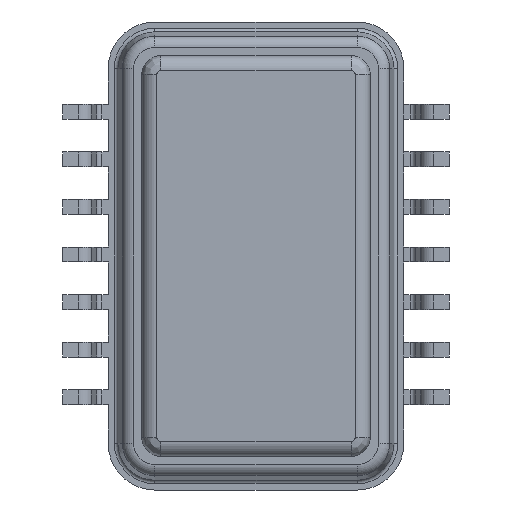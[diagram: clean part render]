
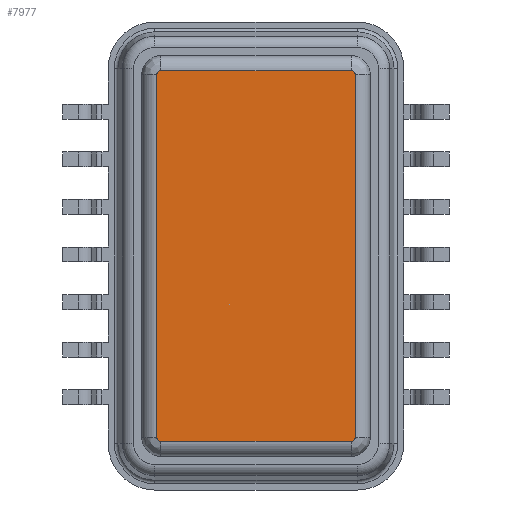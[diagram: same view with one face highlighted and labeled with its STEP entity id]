
A CAD part, front view. The second image highlights one B-rep face of the part: STEP entity #7977.
In plain terms, the highlighted planar face has unit normal (0, -1, 0).
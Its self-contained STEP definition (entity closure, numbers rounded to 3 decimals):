
#1995=CARTESIAN_POINT('',(2.55,-1.736,-1.4));
#1996=DIRECTION('',(0.,-1.,0.));
#1997=DIRECTION('',(1.,0.,0.));
#1998=AXIS2_PLACEMENT_3D('',#1995,#1996,#1997);
#2000=DIRECTION('',(0.,0.,1.));
#2001=VECTOR('',#2000,9.7);
#2002=CARTESIAN_POINT('',(2.65,-1.736,-11.1));
#2003=LINE('',#2002,#2001);
#2004=CARTESIAN_POINT('',(2.55,-1.736,-11.1));
#2005=DIRECTION('',(0.,-1.,0.));
#2006=DIRECTION('',(0.,0.,-1.));
#2007=AXIS2_PLACEMENT_3D('',#2004,#2005,#2006);
#2009=DIRECTION('',(1.,0.,0.));
#2010=VECTOR('',#2009,5.1);
#2011=CARTESIAN_POINT('',(-2.55,-1.736,-11.2));
#2012=LINE('',#2011,#2010);
#2013=CARTESIAN_POINT('',(-2.55,-1.736,-11.1));
#2014=DIRECTION('',(0.,-1.,0.));
#2015=DIRECTION('',(-1.,0.,0.));
#2016=AXIS2_PLACEMENT_3D('',#2013,#2014,#2015);
#2018=DIRECTION('',(0.,0.,-1.));
#2019=VECTOR('',#2018,9.7);
#2020=CARTESIAN_POINT('',(-2.65,-1.736,-1.4));
#2021=LINE('',#2020,#2019);
#2022=CARTESIAN_POINT('',(-2.55,-1.736,-1.4));
#2023=DIRECTION('',(0.,-1.,0.));
#2024=DIRECTION('',(0.,0.,1.));
#2025=AXIS2_PLACEMENT_3D('',#2022,#2023,#2024);
#2027=DIRECTION('',(-1.,0.,0.));
#2028=VECTOR('',#2027,5.1);
#2029=CARTESIAN_POINT('',(2.55,-1.736,-1.3));
#2030=LINE('',#2029,#2028);
#4861=CARTESIAN_POINT('',(2.65,-1.736,-1.4));
#4862=CARTESIAN_POINT('',(2.55,-1.736,-1.3));
#4863=VERTEX_POINT('',#4861);
#4864=VERTEX_POINT('',#4862);
#4869=CARTESIAN_POINT('',(-2.55,-1.736,-1.3));
#4870=VERTEX_POINT('',#4869);
#4873=CARTESIAN_POINT('',(-2.65,-1.736,-1.4));
#4874=VERTEX_POINT('',#4873);
#4877=CARTESIAN_POINT('',(-2.65,-1.736,-11.1));
#4878=VERTEX_POINT('',#4877);
#4881=CARTESIAN_POINT('',(-2.55,-1.736,-11.2));
#4882=VERTEX_POINT('',#4881);
#4885=CARTESIAN_POINT('',(2.55,-1.736,-11.2));
#4886=VERTEX_POINT('',#4885);
#4889=CARTESIAN_POINT('',(2.65,-1.736,-11.1));
#4890=VERTEX_POINT('',#4889);
#7955=CARTESIAN_POINT('',(0.,-1.736,0.));
#7956=DIRECTION('',(0.,-1.,0.));
#7957=DIRECTION('',(1.,0.,0.));
#7958=AXIS2_PLACEMENT_3D('',#7955,#7956,#7957);
#7959=PLANE('',#7958);
#7961=ORIENTED_EDGE('',*,*,#7960,.F.);
#7963=ORIENTED_EDGE('',*,*,#7962,.F.);
#7965=ORIENTED_EDGE('',*,*,#7964,.F.);
#7967=ORIENTED_EDGE('',*,*,#7966,.F.);
#7969=ORIENTED_EDGE('',*,*,#7968,.F.);
#7971=ORIENTED_EDGE('',*,*,#7970,.F.);
#7973=ORIENTED_EDGE('',*,*,#7972,.F.);
#7974=ORIENTED_EDGE('',*,*,#7945,.F.);
#7975=EDGE_LOOP('',(#7961,#7963,#7965,#7967,#7969,#7971,#7973,#7974));
#7976=FACE_OUTER_BOUND('',#7975,.F.);
#1999=CIRCLE('',#1998,0.1);
#2008=CIRCLE('',#2007,0.1);
#2017=CIRCLE('',#2016,0.1);
#2026=CIRCLE('',#2025,0.1);
#7945=EDGE_CURVE('',#4864,#4870,#2030,.T.);
#7960=EDGE_CURVE('',#4863,#4864,#1999,.T.);
#7962=EDGE_CURVE('',#4890,#4863,#2003,.T.);
#7964=EDGE_CURVE('',#4886,#4890,#2008,.T.);
#7966=EDGE_CURVE('',#4882,#4886,#2012,.T.);
#7968=EDGE_CURVE('',#4878,#4882,#2017,.T.);
#7970=EDGE_CURVE('',#4874,#4878,#2021,.T.);
#7972=EDGE_CURVE('',#4870,#4874,#2026,.T.);
#7977=ADVANCED_FACE('',(#7976),#7959,.T.);
